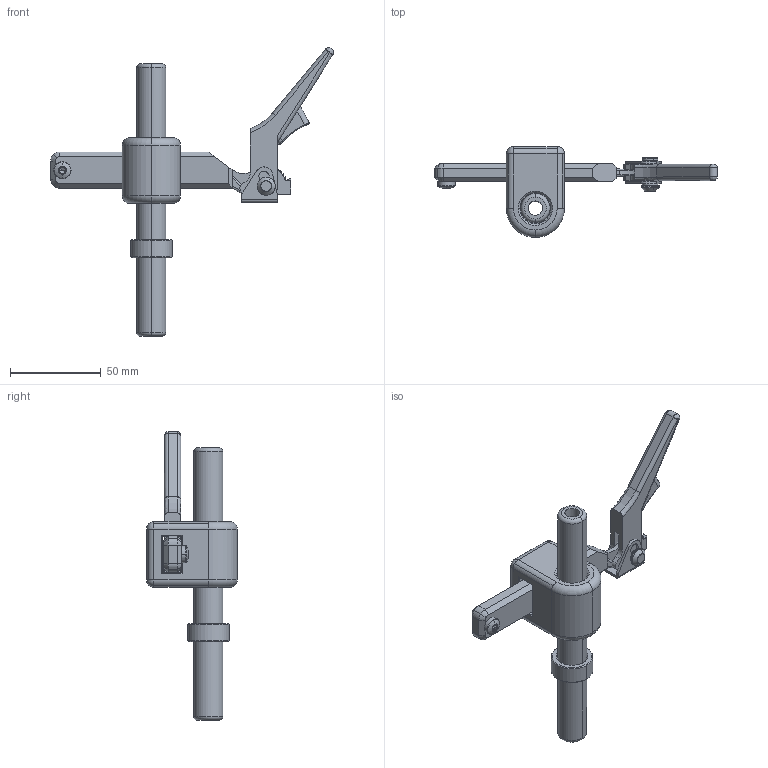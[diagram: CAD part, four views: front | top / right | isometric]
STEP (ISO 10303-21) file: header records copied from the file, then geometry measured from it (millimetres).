
FILE_DESCRIPTION(('STEP AP214'),'1');
FILE_NAME('160605.STP','2011-09-08T06:43:02',(' '),(' '),'Spatial InterOp 3D',' ',' ');
FILE_SCHEMA(('automotive_design'));
Length unit declared in the file: millimetre
Products named in the file (13): Zylinder; Quader; Flachkopfschraube ISO 14583 M5x10; 1; 2; 3; 4; Rippe
Bounding box: 155.78 x 50 x 158.88 mm (x, y, z)
Volume: 91377.7 mm3; surface area: 38587.6 mm2
Topology: 13 solids, 13 shells, 386 faces, 1008 edges, 625 vertices
Faces by surface type: bspline 130, cylinder 116, plane 88, cone 34, torus 12, sphere 6
Entity records: 20566 total; most frequent: CARTESIAN_POINT 8978, ORIENTED_EDGE 1946, DIRECTION 1369, EDGE_CURVE 973, VERTEX_POINT 625, AXIS2_PLACEMENT_3D 527, EDGE_LOOP 418, STYLED_ITEM 399
